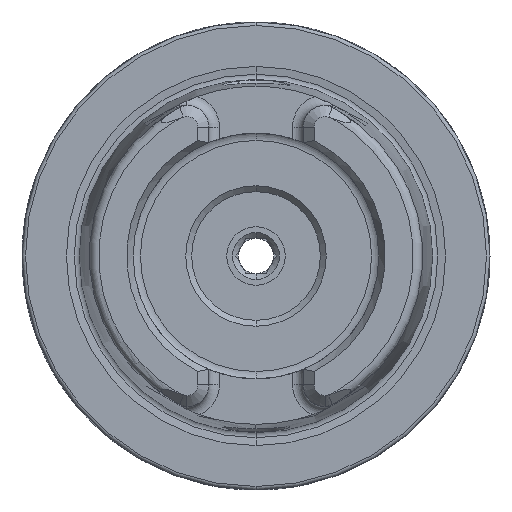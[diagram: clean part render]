
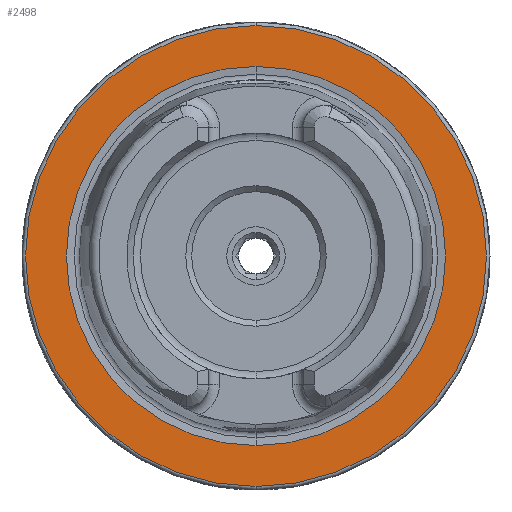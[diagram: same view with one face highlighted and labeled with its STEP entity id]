
A CAD part, left-side view. The second image highlights one B-rep face of the part: STEP entity #2498.
In plain terms, the highlighted planar face has unit normal (-1, 0, 0).
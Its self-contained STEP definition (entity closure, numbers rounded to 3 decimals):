
#23 = VERTEX_POINT ( 'NONE', #1255 ) ;
#194 = DIRECTION ( 'NONE',  ( 0., 0., 1. ) ) ;
#207 = DIRECTION ( 'NONE',  ( -1., 0., 0. ) ) ;
#226 = CARTESIAN_POINT ( 'NONE',  ( 0., 0., 0. ) ) ;
#275 = DIRECTION ( 'NONE',  ( 0., 0., 1. ) ) ;
#288 = DIRECTION ( 'NONE',  ( -1., 0., 0. ) ) ;
#291 = CIRCLE ( 'NONE', #7731, 16.207 ) ;
#300 = CARTESIAN_POINT ( 'NONE',  ( 0., 0., 0. ) ) ;
#897 = CIRCLE ( 'NONE', #2562, 19.7 ) ;
#1255 = CARTESIAN_POINT ( 'NONE',  ( 0., 0., 16.207 ) ) ;
#1560 = CARTESIAN_POINT ( 'NONE',  ( 0., 0., 19.7 ) ) ;
#1596 = DIRECTION ( 'NONE',  ( 0., 0., 1. ) ) ;
#1687 = DIRECTION ( 'NONE',  ( 0., 0., -1. ) ) ;
#1715 = DIRECTION ( 'NONE',  ( 1., 0., 0. ) ) ;
#1719 = CIRCLE ( 'NONE', #6311, 19.7 ) ;
#1979 = CARTESIAN_POINT ( 'NONE',  ( 0., 0., -16.207 ) ) ;
#2084 = CARTESIAN_POINT ( 'NONE',  ( 0., 19.7, 0. ) ) ;
#2498 = ADVANCED_FACE ( 'NONE', ( #3459, #6466 ), #2862, .F. ) ;
#2546 = AXIS2_PLACEMENT_3D ( 'NONE', #226, #207, #194 ) ;
#2562 = AXIS2_PLACEMENT_3D ( 'NONE', #300, #288, #275 ) ;
#2862 = PLANE ( 'NONE',  #5396 ) ;
#3177 = EDGE_CURVE ( 'NONE', #6201, #23, #291, .T. ) ;
#3291 = DIRECTION ( 'NONE',  ( -1., 0., 0. ) ) ;
#3459 = FACE_BOUND ( 'NONE', #6752, .T. ) ;
#3744 = EDGE_CURVE ( 'NONE', #6253, #8004, #1719, .T. ) ;
#3792 = CARTESIAN_POINT ( 'NONE',  ( 0., 0., 0. ) ) ;
#4821 = CARTESIAN_POINT ( 'NONE',  ( 0., 0., -19.7 ) ) ;
#5255 = EDGE_CURVE ( 'NONE', #8004, #6253, #897, .T. ) ;
#5268 = EDGE_CURVE ( 'NONE', #23, #6201, #7320, .T. ) ;
#5396 = AXIS2_PLACEMENT_3D ( 'NONE', #2084, #1715, #1687 ) ;
#6109 = ORIENTED_EDGE ( 'NONE', *, *, #3177, .F. ) ;
#6201 = VERTEX_POINT ( 'NONE', #1979 ) ;
#6253 = VERTEX_POINT ( 'NONE', #1560 ) ;
#6311 = AXIS2_PLACEMENT_3D ( 'NONE', #7193, #7176, #7145 ) ;
#6466 = FACE_OUTER_BOUND ( 'NONE', #6490, .T. ) ;
#6490 = EDGE_LOOP ( 'NONE', ( #7534, #7354 ) ) ;
#6752 = EDGE_LOOP ( 'NONE', ( #7906, #6109 ) ) ;
#7145 = DIRECTION ( 'NONE',  ( 0., 0., 1. ) ) ;
#7176 = DIRECTION ( 'NONE',  ( -1., 0., 0. ) ) ;
#7193 = CARTESIAN_POINT ( 'NONE',  ( 0., 0., 0. ) ) ;
#7320 = CIRCLE ( 'NONE', #2546, 16.207 ) ;
#7354 = ORIENTED_EDGE ( 'NONE', *, *, #5255, .T. ) ;
#7534 = ORIENTED_EDGE ( 'NONE', *, *, #3744, .T. ) ;
#7731 = AXIS2_PLACEMENT_3D ( 'NONE', #3792, #3291, #1596 ) ;
#7906 = ORIENTED_EDGE ( 'NONE', *, *, #5268, .F. ) ;
#8004 = VERTEX_POINT ( 'NONE', #4821 ) ;
